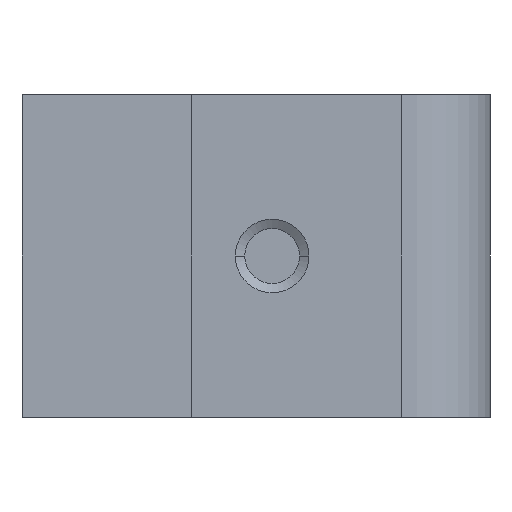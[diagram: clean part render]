
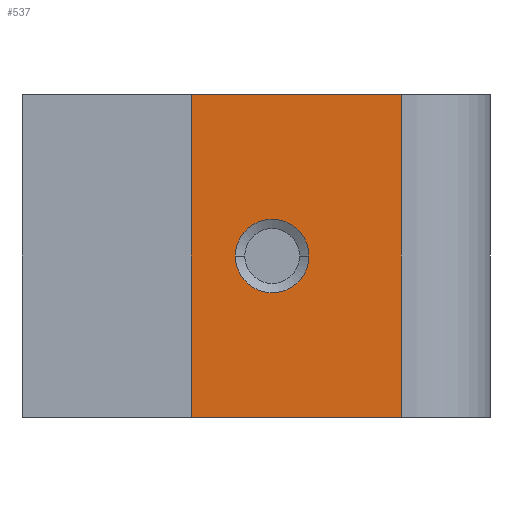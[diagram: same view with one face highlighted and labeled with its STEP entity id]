
A CAD part, left-side view. The second image highlights one B-rep face of the part: STEP entity #537.
In plain terms, the highlighted planar face has unit normal (-1, 0, 0).
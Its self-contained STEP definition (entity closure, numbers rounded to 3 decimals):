
#146=DIRECTION('',(0.,0.,-1.));
#147=VECTOR('',#146,40.);
#148=CARTESIAN_POINT('',(0.,11.,40.));
#149=LINE('',#148,#147);
#154=DIRECTION('',(0.,-1.,0.));
#155=VECTOR('',#154,26.);
#156=CARTESIAN_POINT('',(0.,37.,0.));
#157=LINE('',#156,#155);
#158=DIRECTION('',(0.,0.,-1.));
#159=VECTOR('',#158,40.);
#160=CARTESIAN_POINT('',(0.,37.,40.));
#161=LINE('',#160,#159);
#162=CARTESIAN_POINT('',(0.,27.,20.));
#163=DIRECTION('',(1.,0.,0.));
#164=DIRECTION('',(0.,1.,0.));
#165=AXIS2_PLACEMENT_3D('',#162,#163,#164);
#167=CARTESIAN_POINT('',(0.,27.,20.));
#168=DIRECTION('',(1.,0.,0.));
#169=DIRECTION('',(0.,-1.,0.));
#170=AXIS2_PLACEMENT_3D('',#167,#168,#169);
#172=DIRECTION('',(0.,-1.,0.));
#173=VECTOR('',#172,26.);
#174=CARTESIAN_POINT('',(0.,37.,40.));
#175=LINE('',#174,#173);
#270=CARTESIAN_POINT('',(0.,37.,0.));
#271=CARTESIAN_POINT('',(0.,11.,0.));
#272=VERTEX_POINT('',#270);
#273=VERTEX_POINT('',#271);
#287=CARTESIAN_POINT('',(0.,37.,40.));
#289=VERTEX_POINT('',#287);
#300=CARTESIAN_POINT('',(0.,11.,40.));
#301=VERTEX_POINT('',#300);
#322=CARTESIAN_POINT('',(0.,22.438,20.));
#323=CARTESIAN_POINT('',(0.,31.563,20.));
#324=VERTEX_POINT('',#322);
#325=VERTEX_POINT('',#323);
#519=CARTESIAN_POINT('',(0.,0.,0.));
#520=DIRECTION('',(-1.,0.,0.));
#521=DIRECTION('',(0.,1.,0.));
#522=AXIS2_PLACEMENT_3D('',#519,#520,#521);
#523=PLANE('',#522);
#524=ORIENTED_EDGE('',*,*,#510,.T.);
#525=ORIENTED_EDGE('',*,*,#357,.F.);
#526=ORIENTED_EDGE('',*,*,#384,.F.);
#528=ORIENTED_EDGE('',*,*,#527,.T.);
#529=EDGE_LOOP('',(#524,#525,#526,#528));
#530=FACE_OUTER_BOUND('',#529,.F.);
#532=ORIENTED_EDGE('',*,*,#531,.F.);
#534=ORIENTED_EDGE('',*,*,#533,.F.);
#535=EDGE_LOOP('',(#532,#534));
#536=FACE_BOUND('',#535,.F.);
#537=ADVANCED_FACE('',(#530,#536),#523,.T.);
#166=CIRCLE('',#165,4.563);
#171=CIRCLE('',#170,4.563);
#357=EDGE_CURVE('',#272,#273,#157,.T.);
#384=EDGE_CURVE('',#289,#272,#161,.T.);
#510=EDGE_CURVE('',#301,#273,#149,.T.);
#527=EDGE_CURVE('',#289,#301,#175,.T.);
#531=EDGE_CURVE('',#325,#324,#166,.T.);
#533=EDGE_CURVE('',#324,#325,#171,.T.);
